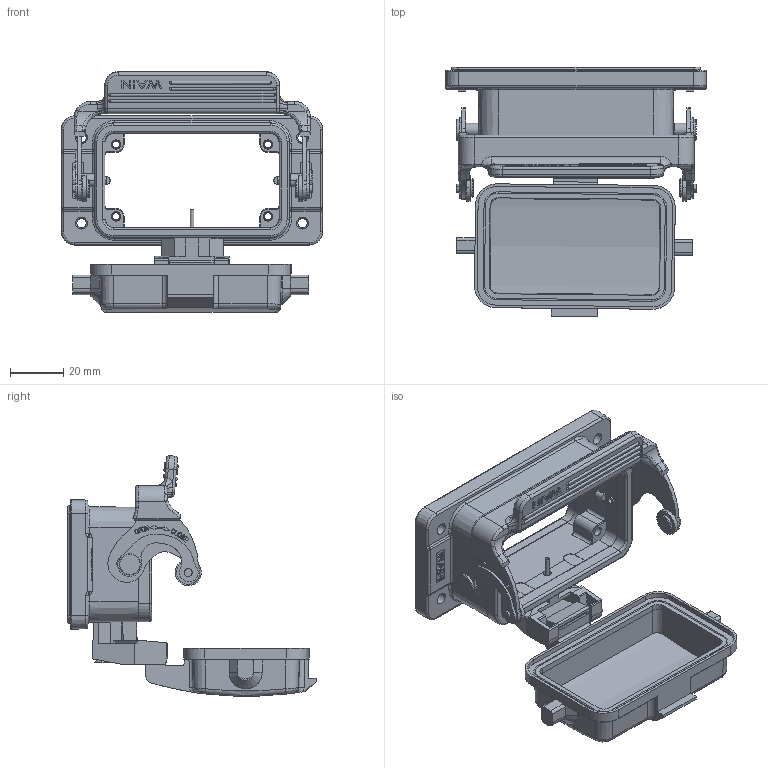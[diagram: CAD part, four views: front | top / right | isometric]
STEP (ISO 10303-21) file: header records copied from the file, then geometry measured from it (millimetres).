
FILE_DESCRIPTION((''),'2;1');
FILE_NAME('BREP_WITH_VOIDS_59754','2018-12-10T',('sy.ji'),(''),'PRO/ENGINEER BY PARAMETRIC TECHNOLOGY CORPORATION, 2014310','PRO/ENGINEER BY PARAMETRIC TECHNOLOGY CORPORATION, 2014310','');
FILE_SCHEMA(('CONFIG_CONTROL_DESIGN'));
Length unit declared in the file: millimetre
Products named in the file (1): BREP_WITH_VOIDS_59754
Bounding box: 97.99 x 93.54 x 90.34 mm (x, y, z)
Volume: 69731.9 mm3; surface area: 53591.5 mm2
Topology: 4 solids, 28 shells, 2147 faces, 5971 edges, 3881 vertices
Faces by surface type: plane 857, cylinder 597, extrusion 296, cone 136, torus 125, bspline 78, sphere 58
Entity records: 85178 total; most frequent: CARTESIAN_POINT 31240, ORIENTED_EDGE 11822, DIRECTION 9992, EDGE_CURVE 5913, VERTEX_POINT 3881, VECTOR 3376, AXIS2_PLACEMENT_3D 3308, LINE 3080
